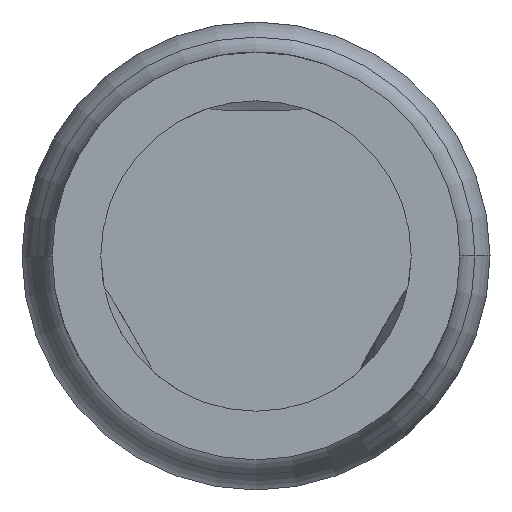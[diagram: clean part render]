
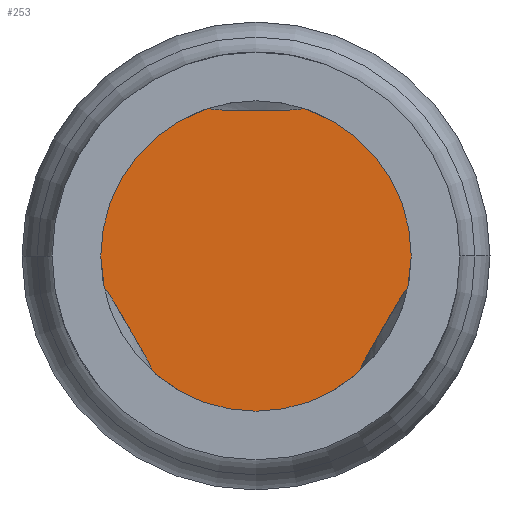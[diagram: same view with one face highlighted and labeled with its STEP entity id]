
A CAD part, front view. The second image highlights one B-rep face of the part: STEP entity #253.
In plain terms, the highlighted planar face has unit normal (0, -1, 0).
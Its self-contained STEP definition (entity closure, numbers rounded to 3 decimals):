
#253 = ADVANCED_FACE ( 'Defeature ausgef�hrt1_42', ( #4825 ), #3712, .F. ) ;
#323 = CIRCLE ( 'NONE', #1728, 0.338 ) ;
#934 = CIRCLE ( 'NONE', #2029, 0.338 ) ;
#943 = DIRECTION ( 'NONE',  ( 0., 1., 0. ) ) ;
#1224 = EDGE_CURVE ( 'Defeature ausgef�hrt1_0+Defeature ausgef�hrt1_42+Defeature ausgef�hrt1_42+Defeature ausgef�hrt1_42', #2348, #2674, #934, .T. ) ;
#1462 = AXIS2_PLACEMENT_3D ( 'NONE', #4607, #3365, #2518 ) ;
#1714 = ORIENTED_EDGE ( 'NONE', *, *, #5532, .F. ) ;
#1728 = AXIS2_PLACEMENT_3D ( 'NONE', #5469, #2457, #5490 ) ;
#1764 = CARTESIAN_POINT ( 'NONE',  ( -0.338, -25.3, 0. ) ) ;
#2016 = ORIENTED_EDGE ( 'NONE', *, *, #1224, .F. ) ;
#2029 = AXIS2_PLACEMENT_3D ( 'NONE', #2656, #943, #3555 ) ;
#2348 = VERTEX_POINT ( 'NONE', #2730 ) ;
#2457 = DIRECTION ( 'NONE',  ( 0., 1., 0. ) ) ;
#2518 = DIRECTION ( 'NONE',  ( -1., 0., 0. ) ) ;
#2656 = CARTESIAN_POINT ( 'NONE',  ( 0., -25.3, 0. ) ) ;
#2674 = VERTEX_POINT ( 'NONE', #1764 ) ;
#2730 = CARTESIAN_POINT ( 'NONE',  ( 0.338, -25.3, 0. ) ) ;
#3365 = DIRECTION ( 'NONE',  ( 0., 1., 0. ) ) ;
#3555 = DIRECTION ( 'NONE',  ( 1., 0., 0. ) ) ;
#3712 = PLANE ( 'NONE',  #1462 ) ;
#4607 = CARTESIAN_POINT ( 'NONE',  ( 0., -25.3, 0. ) ) ;
#4825 = FACE_OUTER_BOUND ( 'NONE', #5164, .T. ) ;
#5164 = EDGE_LOOP ( 'NONE', ( #1714, #2016 ) ) ;
#5469 = CARTESIAN_POINT ( 'NONE',  ( 0., -25.3, 0. ) ) ;
#5490 = DIRECTION ( 'NONE',  ( 1., 0., 0. ) ) ;
#5532 = EDGE_CURVE ( 'Defeature ausgef�hrt1_0+Defeature ausgef�hrt1_42+Defeature ausgef�hrt1_42+Defeature ausgef�hrt1_42', #2674, #2348, #323, .T. ) ;
